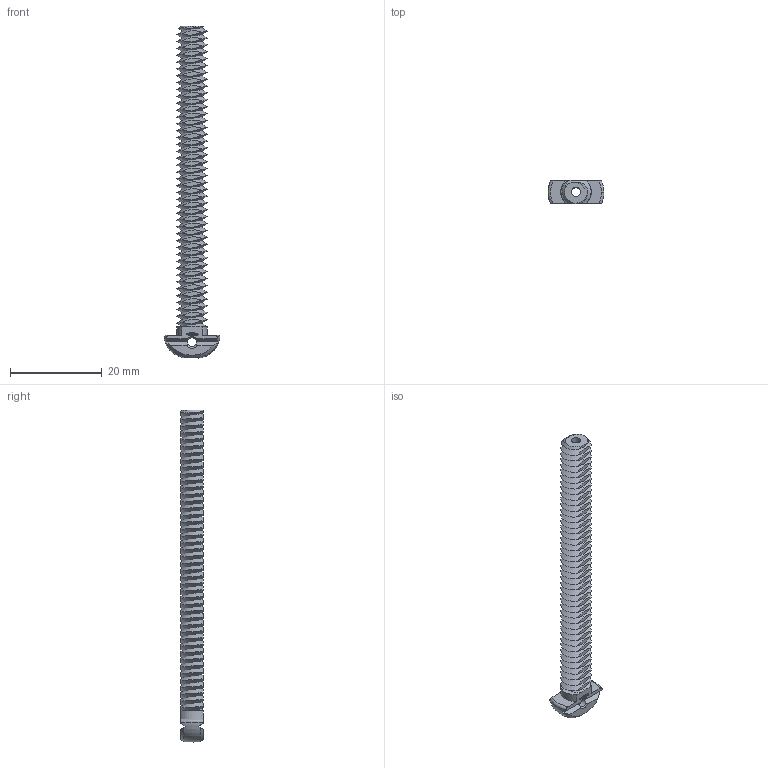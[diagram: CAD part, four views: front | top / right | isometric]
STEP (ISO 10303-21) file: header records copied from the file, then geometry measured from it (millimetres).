
FILE_DESCRIPTION(('FreeCAD Model'),'2;1');
FILE_NAME('Open CASCADE Shape Model','2023-10-26T19:54:08',(''),(''), 'Open CASCADE STEP processor 7.6','FreeCAD','Unknown');
FILE_SCHEMA(('AUTOMOTIVE_DESIGN { 1 0 10303 214 1 1 1 1 }'));
Products named in the file (1): Screw FL-RH RHD BU05.00 - SPN-SCR-0100 (stemfie.org)
Bounding box: 12.2 x 5 x 72.48 mm (x, y, z)
Volume: 1439.4 mm3; surface area: 2666.8 mm2
Topology: 1 solids, 1 shells, 708 faces, 1984 edges, 1306 vertices
Faces by surface type: plane 403, extrusion 192, bspline 93, cone 10, cylinder 6, torus 3, revolution 1
Full cylindrical faces by diameter (mm): 2 x2, 2.001 x1
Entity records: 80099 total; most frequent: CARTESIAN_POINT 44247, DIRECTION 5040, VECTOR 4056, ORIENTED_EDGE 3968, PCURVE 3968, DEFINITIONAL_REPRESENTATION 3968, LINE 3864, B_SPLINE_CURVE_WITH_KNOTS 2192
